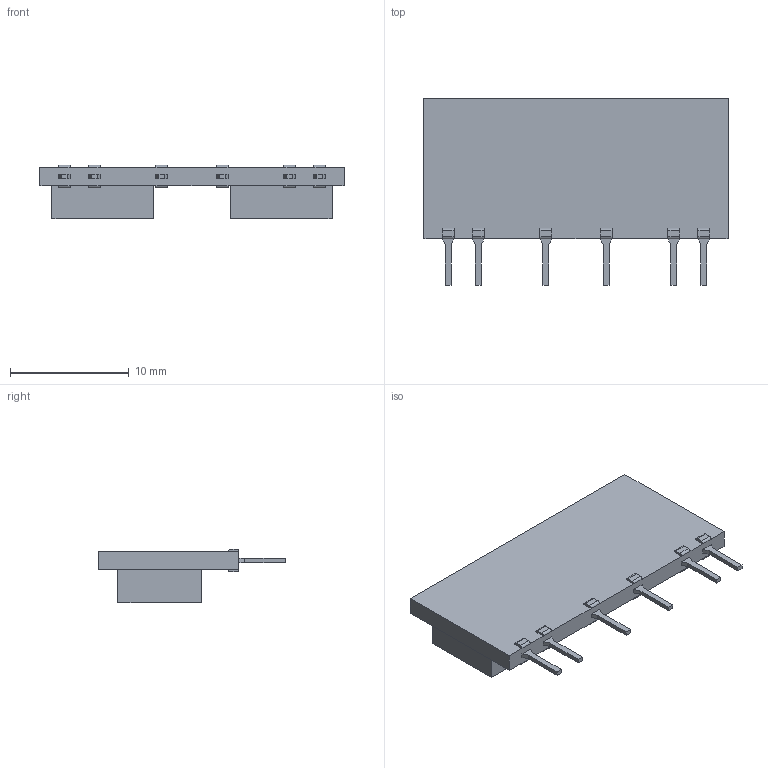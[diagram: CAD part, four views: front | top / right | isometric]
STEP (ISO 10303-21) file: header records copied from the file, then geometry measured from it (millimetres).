
FILE_DESCRIPTION((''),'2;1');
FILE_NAME('4B06B-514-RC','2012-08-23T',('ryans'),('Bourns, Inc.'),'PRO/ENGINEER BY PARAMETRIC TECHNOLOGY CORPORATION, 2010100','PRO/ENGINEER BY PARAMETRIC TECHNOLOGY CORPORATION, 2010100','');
FILE_SCHEMA(('CONFIG_CONTROL_DESIGN'));
Length unit declared in the file: millimetre
Products named in the file (1): 4B06B-514-RC
Bounding box: 25.65 x 15.75 x 4.51 mm (x, y, z)
Volume: 805.6 mm3; surface area: 942.7 mm2
Topology: 1 solids, 1 shells, 118 faces, 300 edges, 192 vertices
Faces by surface type: plane 94, cylinder 24
Entity records: 3646 total; most frequent: CARTESIAN_POINT 790, ORIENTED_EDGE 600, DIRECTION 536, EDGE_CURVE 300, VECTOR 252, LINE 252, VERTEX_POINT 192, AXIS2_PLACEMENT_3D 142
